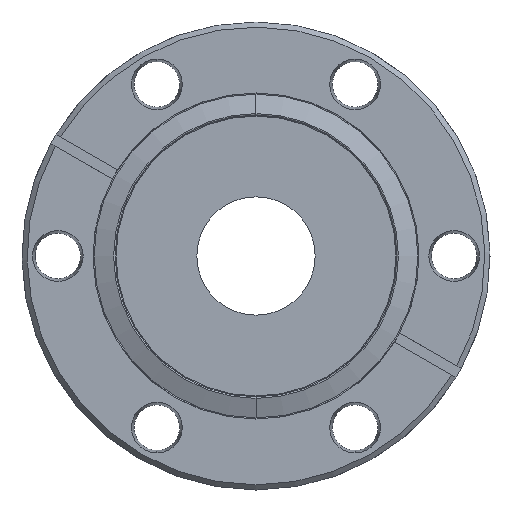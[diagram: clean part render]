
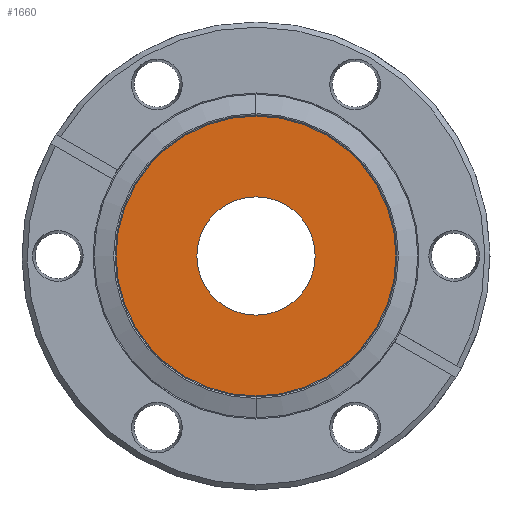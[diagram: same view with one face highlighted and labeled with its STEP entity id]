
A CAD part, left-side view. The second image highlights one B-rep face of the part: STEP entity #1660.
In plain terms, the highlighted planar face has unit normal (-1, 0, 0).
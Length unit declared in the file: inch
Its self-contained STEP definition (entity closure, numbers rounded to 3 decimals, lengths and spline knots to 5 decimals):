
#1 = AXIS2_PLACEMENT_3D ( 'NONE', #1093, #1111, #544 ) ;
#3 = AXIS2_PLACEMENT_3D ( 'NONE', #2174, #646, #1326 ) ;
#151 = CARTESIAN_POINT ( 'NONE',  ( 0.051, 0.82059, 0. ) ) ;
#192 = AXIS2_PLACEMENT_3D ( 'NONE', #151, #1844, #2191 ) ;
#202 = EDGE_LOOP ( 'NONE', ( #854, #1405 ) ) ;
#272 = CIRCLE ( 'NONE', #566, 0.8164 ) ;
#279 = EDGE_CURVE ( 'NONE', #1748, #1928, #272, .T. ) ;
#332 = FACE_BOUND ( 'NONE', #793, .T. ) ;
#342 = CARTESIAN_POINT ( 'NONE',  ( 0.051, 0., 0. ) ) ;
#360 = CARTESIAN_POINT ( 'NONE',  ( 0.051, 0., 0.345 ) ) ;
#506 = VERTEX_POINT ( 'NONE', #360 ) ;
#523 = CARTESIAN_POINT ( 'NONE',  ( 0.051, 0., 0.8164 ) ) ;
#544 = DIRECTION ( 'NONE',  ( 0., 0., 1. ) ) ;
#548 = EDGE_CURVE ( 'NONE', #1928, #1748, #797, .T. ) ;
#551 = ORIENTED_EDGE ( 'NONE', *, *, #650, .F. ) ;
#553 = DIRECTION ( 'NONE',  ( -1., 0., 0. ) ) ;
#566 = AXIS2_PLACEMENT_3D ( 'NONE', #1939, #606, #1608 ) ;
#606 = DIRECTION ( 'NONE',  ( -1., 0., 0. ) ) ;
#643 = VERTEX_POINT ( 'NONE', #1450 ) ;
#646 = DIRECTION ( 'NONE',  ( -1., 0., 0. ) ) ;
#650 = EDGE_CURVE ( 'NONE', #506, #643, #976, .T. ) ;
#653 = FACE_OUTER_BOUND ( 'NONE', #202, .T. ) ;
#793 = EDGE_LOOP ( 'NONE', ( #551, #1626 ) ) ;
#797 = CIRCLE ( 'NONE', #3, 0.8164 ) ;
#854 = ORIENTED_EDGE ( 'NONE', *, *, #548, .T. ) ;
#900 = CARTESIAN_POINT ( 'NONE',  ( 0.051, 0., -0.8164 ) ) ;
#976 = CIRCLE ( 'NONE', #1, 0.345 ) ;
#1093 = CARTESIAN_POINT ( 'NONE',  ( 0.051, 0., 0. ) ) ;
#1111 = DIRECTION ( 'NONE',  ( -1., 0., 0. ) ) ;
#1326 = DIRECTION ( 'NONE',  ( 0., 0., -1. ) ) ;
#1370 = PLANE ( 'NONE',  #192 ) ;
#1405 = ORIENTED_EDGE ( 'NONE', *, *, #279, .T. ) ;
#1450 = CARTESIAN_POINT ( 'NONE',  ( 0.051, 0., -0.345 ) ) ;
#1608 = DIRECTION ( 'NONE',  ( 0., 0., -1. ) ) ;
#1626 = ORIENTED_EDGE ( 'NONE', *, *, #2030, .F. ) ;
#1660 = ADVANCED_FACE ( 'NONE', ( #653, #332 ), #1370, .F. ) ;
#1748 = VERTEX_POINT ( 'NONE', #523 ) ;
#1808 = CIRCLE ( 'NONE', #1949, 0.345 ) ;
#1844 = DIRECTION ( 'NONE',  ( 1., 0., 0. ) ) ;
#1919 = DIRECTION ( 'NONE',  ( 0., 0., 1. ) ) ;
#1928 = VERTEX_POINT ( 'NONE', #900 ) ;
#1939 = CARTESIAN_POINT ( 'NONE',  ( 0.051, 0., 0. ) ) ;
#1949 = AXIS2_PLACEMENT_3D ( 'NONE', #342, #553, #1919 ) ;
#2030 = EDGE_CURVE ( 'NONE', #643, #506, #1808, .T. ) ;
#2174 = CARTESIAN_POINT ( 'NONE',  ( 0.051, 0., 0. ) ) ;
#2191 = DIRECTION ( 'NONE',  ( 0., 0., -1. ) ) ;
